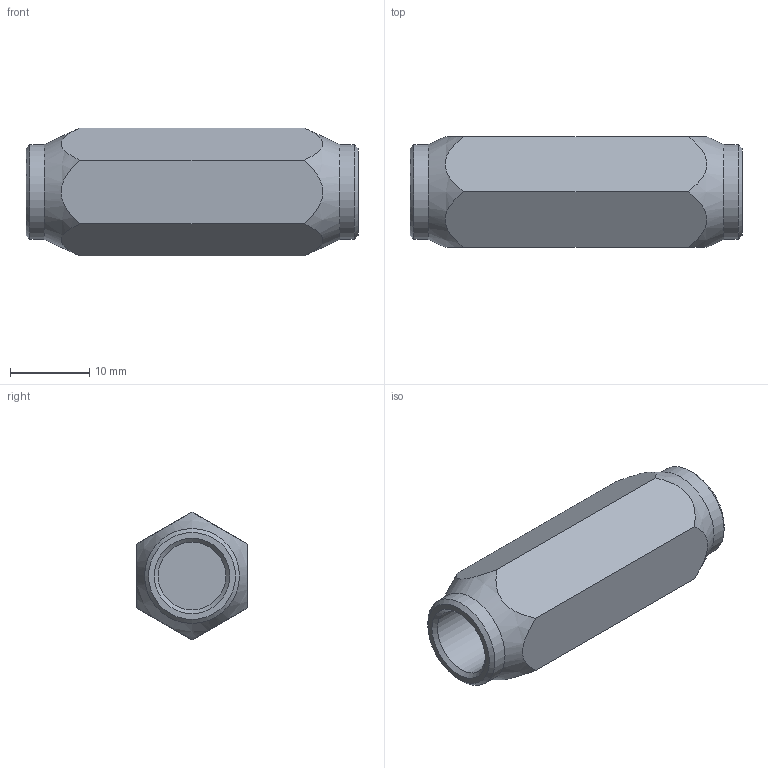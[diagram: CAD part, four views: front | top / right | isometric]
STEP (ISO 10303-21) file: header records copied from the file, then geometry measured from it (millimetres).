
FILE_DESCRIPTION (( 'STEP AP214' ), '1' );
FILE_NAME ('BAL-VNR00-IC-JV.STEP', '2016-08-23T12:44:17', ( '' ), ( '' ), 'SwSTEP 2.0', 'SolidWorks 2016', '' );
FILE_SCHEMA (( 'AUTOMOTIVE_DESIGN' ));
Length unit declared in the file: millimetre
Products named in the file (1): BAL-VNR00-IC-JV
Bounding box: 42 x 14 x 16.17 mm (x, y, z)
Volume: 5373.7 mm3; surface area: 2764.6 mm2
Topology: 1 solids, 1 shells, 20 faces, 40 edges, 24 vertices
Faces by surface type: plane 10, cone 6, cylinder 4
Full cylindrical faces by diameter (mm): 8.566 x2, 12 x2
Entity records: 744 total; most frequent: CARTESIAN_POINT 347, DIRECTION 72, ORIENTED_EDGE 60, AXIS2_PLACEMENT_3D 33, EDGE_LOOP 32, EDGE_CURVE 30, FACE_OUTER_BOUND 24, VERTEX_POINT 24
